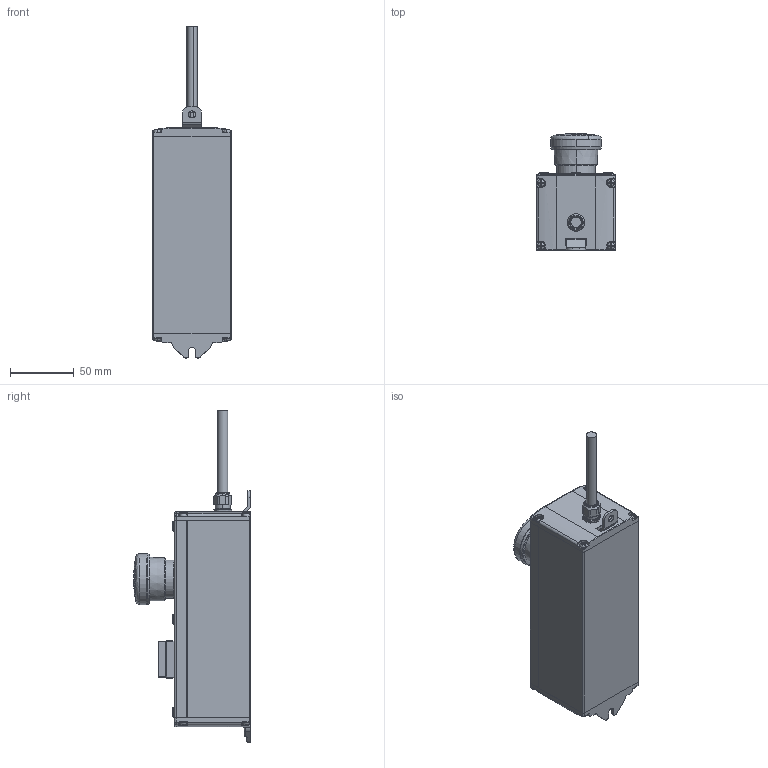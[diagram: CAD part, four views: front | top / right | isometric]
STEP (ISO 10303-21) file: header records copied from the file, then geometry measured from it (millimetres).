
FILE_DESCRIPTION (( 'STEP AP203' ), '1' );
FILE_NAME ('R6C-201-STP.step', '2025-02-25T08:28:36', ( '' ), ( '' ), 'SwSTEP 2.0', 'SolidWorks 2020', '' );
FILE_SCHEMA (( 'CONFIG_CONTROL_DESIGN' ));
Length unit declared in the file: millimetre
Products named in the file (1): R6C-201-STP
Bounding box: 62 x 91.8 x 261 mm (x, y, z)
Volume: 278252.8 mm3; surface area: 130008.5 mm2
Topology: 28 solids, 28 shells, 1071 faces, 2638 edges, 1655 vertices
Faces by surface type: plane 471, cylinder 310, torus 144, bspline 78, cone 60, sphere 8
Entity records: 34485 total; most frequent: CARTESIAN_POINT 9272, DIRECTION 5306, ORIENTED_EDGE 5256, EDGE_CURVE 2628, AXIS2_PLACEMENT_3D 2041, VERTEX_POINT 1655, VECTOR 1224, LINE 1224
